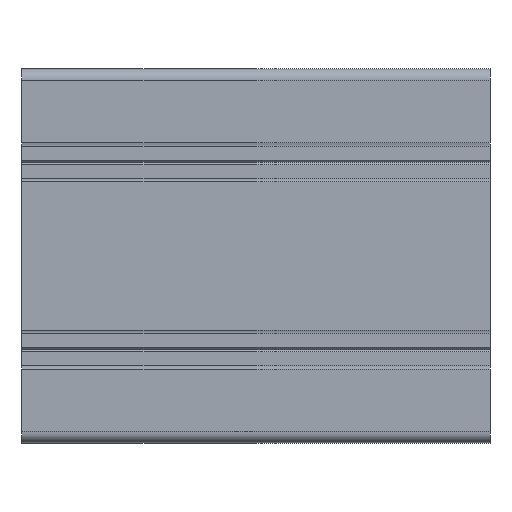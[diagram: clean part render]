
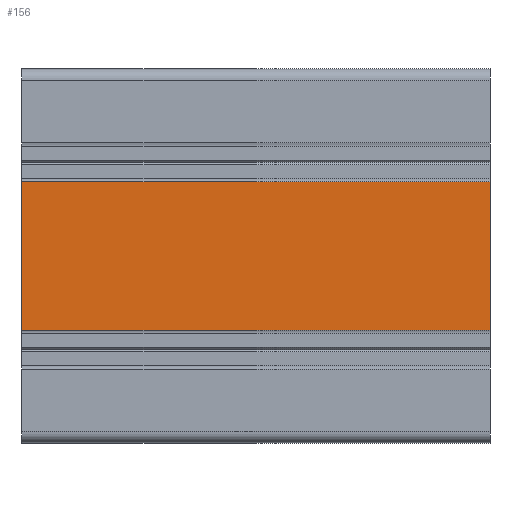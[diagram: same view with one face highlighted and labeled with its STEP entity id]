
A CAD part, front view. The second image highlights one B-rep face of the part: STEP entity #156.
In plain terms, the highlighted planar face has unit normal (0, -1, 0).
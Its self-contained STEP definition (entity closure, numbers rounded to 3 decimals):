
#156 = ADVANCED_FACE ( 'NONE', ( #7148 ), #5256, .F. ) ;
#1937 = ORIENTED_EDGE ( 'NONE', *, *, #6199, .F. ) ;
#2122 = ORIENTED_EDGE ( 'NONE', *, *, #4833, .T. ) ;
#2447 = ORIENTED_EDGE ( 'NONE', *, *, #6246, .F. ) ;
#2463 = EDGE_LOOP ( 'NONE', ( #2122, #1937, #2447, #2470 ) ) ;
#2470 = ORIENTED_EDGE ( 'NONE', *, *, #5868, .T. ) ;
#3357 = CARTESIAN_POINT ( 'NONE',  ( 0., -60., 15.849 ) ) ;
#3431 = CARTESIAN_POINT ( 'NONE',  ( 100., -60., -15.849 ) ) ;
#3462 = CARTESIAN_POINT ( 'NONE',  ( 0., -60., -15.849 ) ) ;
#3916 = CARTESIAN_POINT ( 'NONE',  ( 100., -60., 15.849 ) ) ;
#4833 = EDGE_CURVE ( 'NONE', #7349, #6973, #11091, .T. ) ;
#5247 = DIRECTION ( 'NONE',  ( 0., 1., 0. ) ) ;
#5256 = PLANE ( 'NONE',  #6313 ) ;
#5526 = CARTESIAN_POINT ( 'NONE',  ( 100., -60., 15.849 ) ) ;
#5654 = DIRECTION ( 'NONE',  ( 0., 0., 1. ) ) ;
#5868 = EDGE_CURVE ( 'NONE', #7170, #7349, #8988, .T. ) ;
#6199 = EDGE_CURVE ( 'NONE', #6927, #6973, #9078, .T. ) ;
#6246 = EDGE_CURVE ( 'NONE', #7170, #6927, #9363, .T. ) ;
#6313 = AXIS2_PLACEMENT_3D ( 'NONE', #5526, #5247, #5654 ) ;
#6927 = VERTEX_POINT ( 'NONE', #3431 ) ;
#6973 = VERTEX_POINT ( 'NONE', #3462 ) ;
#7148 = FACE_OUTER_BOUND ( 'NONE', #2463, .T. ) ;
#7170 = VERTEX_POINT ( 'NONE', #3916 ) ;
#7349 = VERTEX_POINT ( 'NONE', #3357 ) ;
#7758 = DIRECTION ( 'NONE',  ( -1., 0., 0. ) ) ;
#7764 = DIRECTION ( 'NONE',  ( 0., 0., -1. ) ) ;
#7872 = CARTESIAN_POINT ( 'NONE',  ( 100., -60., -15.849 ) ) ;
#7873 = DIRECTION ( 'NONE',  ( -1., 0., 0. ) ) ;
#8034 = CARTESIAN_POINT ( 'NONE',  ( 100., -60., 15.849 ) ) ;
#8059 = DIRECTION ( 'NONE',  ( 0., 0., -1. ) ) ;
#8083 = CARTESIAN_POINT ( 'NONE',  ( 100., -60., 15.849 ) ) ;
#8438 = CARTESIAN_POINT ( 'NONE',  ( 0., -60., 15.849 ) ) ;
#8920 = VECTOR ( 'NONE', #7758, 1000. ) ;
#8988 = LINE ( 'NONE', #8083, #8920 ) ;
#9078 = LINE ( 'NONE', #7872, #9199 ) ;
#9199 = VECTOR ( 'NONE', #7873, 1000. ) ;
#9363 = LINE ( 'NONE', #8034, #9492 ) ;
#9492 = VECTOR ( 'NONE', #7764, 1000. ) ;
#11087 = VECTOR ( 'NONE', #8059, 1000. ) ;
#11091 = LINE ( 'NONE', #8438, #11087 ) ;
